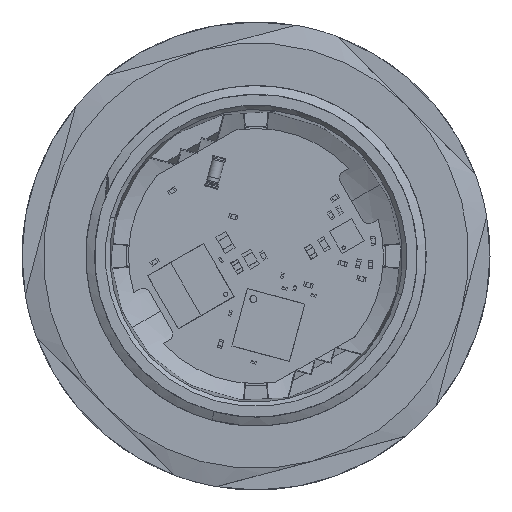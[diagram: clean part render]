
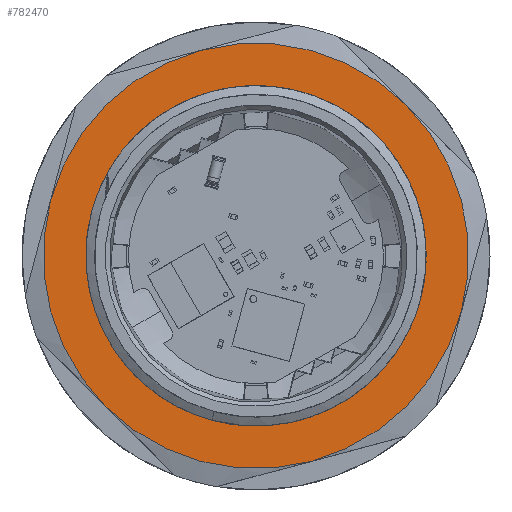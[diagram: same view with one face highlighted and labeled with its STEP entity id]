
A CAD part, top view. The second image highlights one B-rep face of the part: STEP entity #782470.
In plain terms, the highlighted face is planar.
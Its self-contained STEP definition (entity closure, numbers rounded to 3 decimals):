
#779720=CARTESIAN_POINT('',(7.,21.651,-12.5));
#779730=VERTEX_POINT('',#779720);
#779760=CARTESIAN_POINT('',(7.,0.,0.));
#779770=DIRECTION('',(1.,0.,0.));
#779780=DIRECTION('',(0.,0.866,-0.5));
#779790=AXIS2_PLACEMENT_3D('',#779760,#779770,#779780);
#779800=CIRCLE('',#779790,25.);
#779810=CARTESIAN_POINT('',(7.,21.651,
12.5));
#779820=VERTEX_POINT('',#779810);
#779830=EDGE_CURVE('',#779730,#779820,#779800,.T.);
#780280=CARTESIAN_POINT('',(7.,-21.651,12.5));
#780290=VERTEX_POINT('',#780280);
#780320=CARTESIAN_POINT('',(7.,0.,0.));
#780330=DIRECTION('',(1.,0.,0.));
#780340=DIRECTION('',(0.,-0.866,0.5));
#780350=AXIS2_PLACEMENT_3D('',#780320,#780330,#780340);
#780360=CIRCLE('',#780350,25.);
#780370=CARTESIAN_POINT('',(7.,-21.651,
-12.5));
#780380=VERTEX_POINT('',#780370);
#780390=EDGE_CURVE('',#780290,#780380,#780360,.T.);
#780900=CARTESIAN_POINT('',(7.,0.,0.));
#780910=DIRECTION('',(1.,0.,0.));
#780920=DIRECTION('',(0.,0.,1.));
#780930=AXIS2_PLACEMENT_3D('',#780900,#780910,#780920);
#780940=CIRCLE('',#780930,25.);
#780950=CARTESIAN_POINT('',(7.,0.,25.));
#780960=VERTEX_POINT('',#780950);
#780970=EDGE_CURVE('',#780960,#780290,#780940,.T.);
#781550=CARTESIAN_POINT('',(7.,0.,0.));
#781560=DIRECTION('',(1.,0.,0.));
#781570=DIRECTION('',(0.,0.866,0.5));
#781580=AXIS2_PLACEMENT_3D('',#781550,#781560,#781570);
#781590=CIRCLE('',#781580,25.);
#781600=EDGE_CURVE('',#779820,#780960,#781590,.T.);
#782050=CARTESIAN_POINT('',(7.,22.5,0.));
#782060=DIRECTION('',(-1.,0.,0.));
#782070=DIRECTION('',(0.,1.,0.));
#782080=AXIS2_PLACEMENT_3D('',#782050,#782060,#782070);
#782090=PLANE('',#782080);
#782100=ORIENTED_EDGE('',*,*,#780390,.T.);
#782110=ORIENTED_EDGE('',*,*,#780970,.T.);
#782120=ORIENTED_EDGE('',*,*,#781600,.T.);
#782130=ORIENTED_EDGE('',*,*,#779830,.T.);
#782140=CARTESIAN_POINT('',(7.,0.,0.));
#782150=DIRECTION('',(1.,0.,0.));
#782160=DIRECTION('',(0.,0.,-1.));
#782170=AXIS2_PLACEMENT_3D('',#782140,#782150,#782160);
#782180=CIRCLE('',#782170,25.);
#782190=CARTESIAN_POINT('',(7.,0.,-25.))
;
#782200=VERTEX_POINT('',#782190);
#782210=EDGE_CURVE('',#782200,#779730,#782180,.T.);
#782220=ORIENTED_EDGE('',*,*,#782210,.T.);
#782230=CARTESIAN_POINT('',(7.,0.,0.));
#782240=DIRECTION('',(1.,0.,0.));
#782250=DIRECTION('',(0.,-0.866,-0.5));
#782260=AXIS2_PLACEMENT_3D('',#782230,#782240,#782250);
#782270=CIRCLE('',#782260,25.);
#782280=EDGE_CURVE('',#780380,#782200,#782270,.T.);
#782290=ORIENTED_EDGE('',*,*,#782280,.T.);
#782300=EDGE_LOOP('',(#782290,#782220,#782130,#782120,#782110,#782100));
#782310=FACE_OUTER_BOUND('',#782300,.T.);
#782320=CARTESIAN_POINT('',(7.,0.,0.));
#782330=DIRECTION('',(-1.,0.,0.));
#782340=DIRECTION('',(0.,-1.,0.));
#782350=AXIS2_PLACEMENT_3D('',#782320,#782330,#782340);
#782360=CIRCLE('',#782350,20.);
#782370=CARTESIAN_POINT('',(7.,20.,0.));
#782380=VERTEX_POINT('',#782370);
#782390=CARTESIAN_POINT('',(7.,-20.,0.));
#782400=VERTEX_POINT('',#782390);
#782410=EDGE_CURVE('',#782380,#782400,#782360,.T.);
#782420=ORIENTED_EDGE('',*,*,#782410,.T.);
#782430=EDGE_CURVE('',#782400,#782380,#782360,.T.);
#782440=ORIENTED_EDGE('',*,*,#782430,.T.);
#782450=EDGE_LOOP('',(#782440,#782420));
#782460=FACE_BOUND('',#782450,.T.);
#782470=ADVANCED_FACE('',(#782310,#782460),#782090,.F.);
